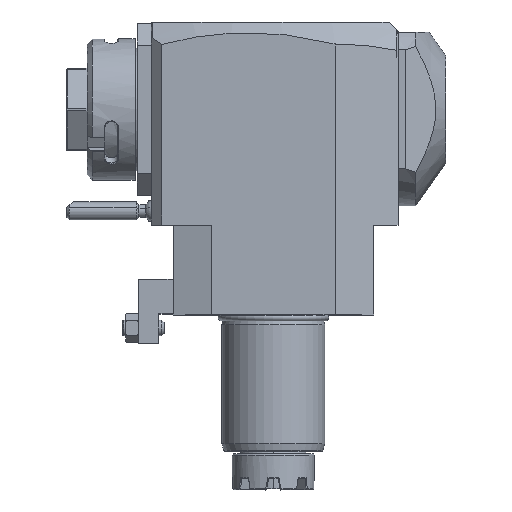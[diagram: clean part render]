
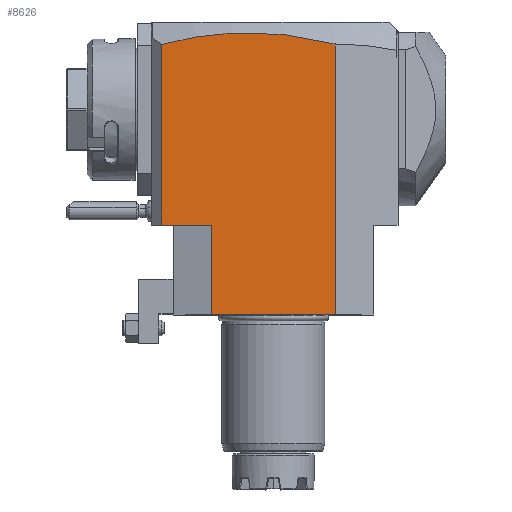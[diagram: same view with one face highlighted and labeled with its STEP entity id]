
A CAD part, top view. The second image highlights one B-rep face of the part: STEP entity #8626.
In plain terms, the highlighted planar face has unit normal (0, 0, 1).
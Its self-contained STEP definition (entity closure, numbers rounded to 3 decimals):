
#1=DIRECTION('',(-1.,0.,0.));
#2=VECTOR('',#1,48.);
#3=CARTESIAN_POINT('',(24.,0.,37.5));
#4=LINE('',#3,#2);
#43=DIRECTION('',(-1.,0.,0.));
#44=VECTOR('',#43,19.5);
#45=CARTESIAN_POINT('',(-24.,35.,37.5));
#46=LINE('',#45,#44);
#47=DIRECTION('',(0.,1.,0.));
#48=VECTOR('',#47,70.258);
#49=CARTESIAN_POINT('',(-43.5,35.,37.5));
#50=LINE('',#49,#48);
#51=CARTESIAN_POINT('',(24.,105.435,37.5));
#52=CARTESIAN_POINT('',(18.371,106.939,37.5));
#53=CARTESIAN_POINT('',(7.115,109.162,37.5));
#54=CARTESIAN_POINT('',(-9.762,110.233,37.5));
#55=CARTESIAN_POINT('',(-26.635,109.072,37.5));
#56=CARTESIAN_POINT('',(-37.879,106.791,37.5));
#57=CARTESIAN_POINT('',(-43.5,105.258,37.5));
#59=DIRECTION('',(0.,-1.,0.));
#60=VECTOR('',#59,105.435);
#61=CARTESIAN_POINT('',(24.,105.435,37.5));
#62=LINE('',#61,#60);
#3243=DIRECTION('',(0.,-1.,0.));
#3244=VECTOR('',#3243,35.);
#3245=CARTESIAN_POINT('',(-24.,35.,37.5));
#3246=LINE('',#3245,#3244);
#7967=VERTEX_POINT('',#51);
#7968=VERTEX_POINT('',#57);
#8294=CARTESIAN_POINT('',(-43.5,35.,37.5));
#8296=VERTEX_POINT('',#8294);
#8334=CARTESIAN_POINT('',(24.,0.,37.5));
#8335=CARTESIAN_POINT('',(-24.,0.,37.5));
#8336=VERTEX_POINT('',#8334);
#8337=VERTEX_POINT('',#8335);
#8568=CARTESIAN_POINT('',(-24.,35.,37.5));
#8569=VERTEX_POINT('',#8568);
#8608=CARTESIAN_POINT('',(-39.202,35.,37.5));
#8609=DIRECTION('',(0.,0.,1.));
#8610=DIRECTION('',(1.,0.,0.));
#8611=AXIS2_PLACEMENT_3D('',#8608,#8609,#8610);
#8612=PLANE('',#8611);
#8614=ORIENTED_EDGE('',*,*,#8613,.T.);
#8616=ORIENTED_EDGE('',*,*,#8615,.T.);
#8618=ORIENTED_EDGE('',*,*,#8617,.F.);
#8620=ORIENTED_EDGE('',*,*,#8619,.T.);
#8621=ORIENTED_EDGE('',*,*,#8577,.T.);
#8623=ORIENTED_EDGE('',*,*,#8622,.F.);
#8624=EDGE_LOOP('',(#8614,#8616,#8618,#8620,#8621,#8623));
#8625=FACE_OUTER_BOUND('',#8624,.F.);
#58=B_SPLINE_CURVE_WITH_KNOTS('',3,(#51,#52,#53,#54,#55,#56,#57),.UNSPECIFIED.,
.F.,.F.,(4,1,1,1,4),(0.,0.25,0.5,0.75,1.),.UNSPECIFIED.);
#8577=EDGE_CURVE('',#8336,#8337,#4,.T.);
#8613=EDGE_CURVE('',#8569,#8296,#46,.T.);
#8615=EDGE_CURVE('',#8296,#7968,#50,.T.);
#8617=EDGE_CURVE('',#7967,#7968,#58,.T.);
#8619=EDGE_CURVE('',#7967,#8336,#62,.T.);
#8622=EDGE_CURVE('',#8569,#8337,#3246,.T.);
#8626=ADVANCED_FACE('',(#8625),#8612,.T.);
